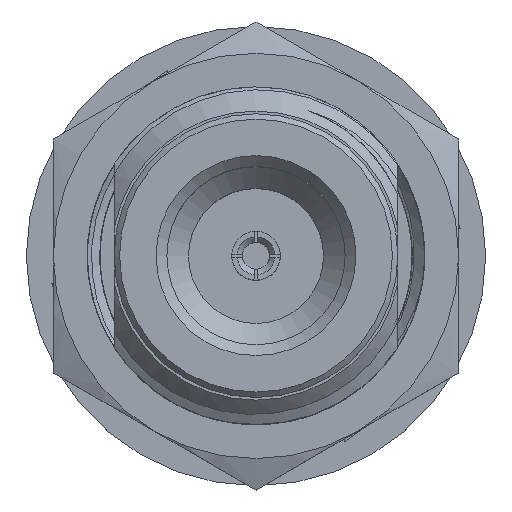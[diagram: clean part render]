
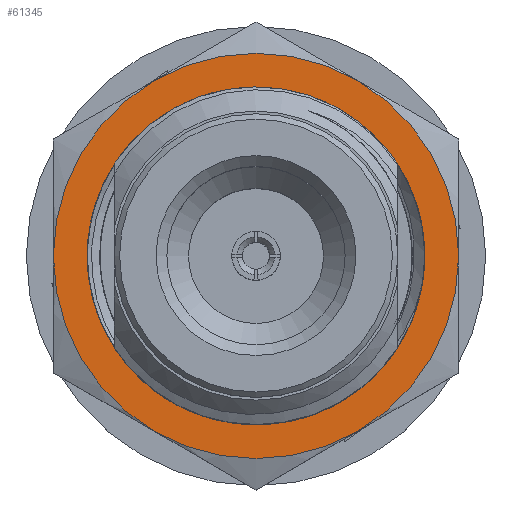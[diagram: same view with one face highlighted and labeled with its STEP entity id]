
A CAD part, top view. The second image highlights one B-rep face of the part: STEP entity #61345.
In plain terms, the highlighted planar face has unit normal (0, 0, 1).
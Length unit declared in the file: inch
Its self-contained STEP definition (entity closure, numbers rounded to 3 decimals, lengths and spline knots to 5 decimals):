
#389 = CARTESIAN_POINT ( 'NONE',  ( 0., 0., -0.39 ) ) ;
#1644 = CARTESIAN_POINT ( 'NONE',  ( 0., 0., -0.39 ) ) ;
#1872 = EDGE_CURVE ( 'NONE', #53265, #51482, #31538, .T. ) ;
#2765 = VERTEX_POINT ( 'NONE', #12804 ) ;
#3264 = CARTESIAN_POINT ( 'NONE',  ( 0., 0., -0.39 ) ) ;
#3394 = DIRECTION ( 'NONE',  ( 0.866, -0.5, 0. ) ) ;
#4700 = CARTESIAN_POINT ( 'NONE',  ( 0., 0., -0.39 ) ) ;
#5647 = ORIENTED_EDGE ( 'NONE', *, *, #12726, .T. ) ;
#6123 = AXIS2_PLACEMENT_3D ( 'NONE', #10056, #15475, #65695 ) ;
#6199 = CARTESIAN_POINT ( 'NONE',  ( 0., 0., -0.39 ) ) ;
#7867 = DIRECTION ( 'NONE',  ( 0.866, -0.5, 0. ) ) ;
#9908 = DIRECTION ( 'NONE',  ( 0., 0., 1. ) ) ;
#10056 = CARTESIAN_POINT ( 'NONE',  ( 0., 0., -0.39 ) ) ;
#12704 = DIRECTION ( 'NONE',  ( 0., 0., 1. ) ) ;
#12726 = EDGE_CURVE ( 'NONE', #60180, #72076, #54726, .T. ) ;
#12804 = CARTESIAN_POINT ( 'NONE',  ( 0.30456, -0.07001, -0.39 ) ) ;
#13696 = DIRECTION ( 'NONE',  ( 0.866, -0.5, 0. ) ) ;
#14096 = DIRECTION ( 'NONE',  ( 0., 0., 1. ) ) ;
#15467 = DIRECTION ( 'NONE',  ( 0., 0., 1. ) ) ;
#15475 = DIRECTION ( 'NONE',  ( 0., 0., 1. ) ) ;
#16042 = AXIS2_PLACEMENT_3D ( 'NONE', #389, #24276, #30494 ) ;
#16784 = ORIENTED_EDGE ( 'NONE', *, *, #48051, .T. ) ;
#18445 = CIRCLE ( 'NONE', #67662, 0.3125 ) ;
#18929 = DIRECTION ( 'NONE',  ( 0.866, -0.5, 0. ) ) ;
#19017 = ORIENTED_EDGE ( 'NONE', *, *, #59229, .F. ) ;
#19032 = EDGE_LOOP ( 'NONE', ( #16784, #5647, #66043, #23149, #73721, #19706 ) ) ;
#19050 = EDGE_CURVE ( 'NONE', #51482, #54361, #50691, .T. ) ;
#19668 = DIRECTION ( 'NONE',  ( 0., 0., 1. ) ) ;
#19706 = ORIENTED_EDGE ( 'NONE', *, *, #42500, .T. ) ;
#20636 = CARTESIAN_POINT ( 'NONE',  ( 0., 0., -0.39 ) ) ;
#22273 = CARTESIAN_POINT ( 'NONE',  ( 0.1875, -0.32476, -0.39 ) ) ;
#23149 = ORIENTED_EDGE ( 'NONE', *, *, #1872, .T. ) ;
#23816 = CIRCLE ( 'NONE', #64768, 0.375 ) ;
#24265 = EDGE_LOOP ( 'NONE', ( #19017, #40352 ) ) ;
#24276 = DIRECTION ( 'NONE',  ( 0., 0., 1. ) ) ;
#26344 = CARTESIAN_POINT ( 'NONE',  ( 0.16585, -0.26486, -0.39 ) ) ;
#27668 = CIRCLE ( 'NONE', #57026, 0.375 ) ;
#28717 = CARTESIAN_POINT ( 'NONE',  ( 0.1875, 0.32476, -0.39 ) ) ;
#30494 = DIRECTION ( 'NONE',  ( 0.866, -0.5, 0. ) ) ;
#31538 = CIRCLE ( 'NONE', #37673, 0.375 ) ;
#33087 = PLANE ( 'NONE',  #38453 ) ;
#37551 = EDGE_CURVE ( 'NONE', #72076, #53265, #23816, .T. ) ;
#37673 = AXIS2_PLACEMENT_3D ( 'NONE', #38411, #19668, #13696 ) ;
#37924 = VERTEX_POINT ( 'NONE', #26344 ) ;
#38411 = CARTESIAN_POINT ( 'NONE',  ( 0., 0., -0.39 ) ) ;
#38453 = AXIS2_PLACEMENT_3D ( 'NONE', #1644, #14096, #7867 ) ;
#40352 = ORIENTED_EDGE ( 'NONE', *, *, #71010, .F. ) ;
#41000 = DIRECTION ( 'NONE',  ( 0., 0., 1. ) ) ;
#41258 = CARTESIAN_POINT ( 'NONE',  ( 0., 0., -0.39 ) ) ;
#42500 = EDGE_CURVE ( 'NONE', #54361, #60340, #27668, .T. ) ;
#42922 = FACE_BOUND ( 'NONE', #24265, .T. ) ;
#47281 = AXIS2_PLACEMENT_3D ( 'NONE', #6199, #12704, #18929 ) ;
#48051 = EDGE_CURVE ( 'NONE', #60340, #60180, #76082, .T. ) ;
#50689 = CARTESIAN_POINT ( 'NONE',  ( -0.1875, -0.32476, -0.39 ) ) ;
#50691 = CIRCLE ( 'NONE', #16042, 0.375 ) ;
#51377 = AXIS2_PLACEMENT_3D ( 'NONE', #4700, #9908, #54130 ) ;
#51482 = VERTEX_POINT ( 'NONE', #57175 ) ;
#53265 = VERTEX_POINT ( 'NONE', #61814 ) ;
#54130 = DIRECTION ( 'NONE',  ( 0.866, -0.5, 0. ) ) ;
#54361 = VERTEX_POINT ( 'NONE', #50689 ) ;
#54726 = CIRCLE ( 'NONE', #51377, 0.375 ) ;
#57026 = AXIS2_PLACEMENT_3D ( 'NONE', #41258, #41000, #65961 ) ;
#57175 = CARTESIAN_POINT ( 'NONE',  ( -0.375, 0., -0.39 ) ) ;
#59229 = EDGE_CURVE ( 'NONE', #2765, #37924, #79771, .T. ) ;
#60180 = VERTEX_POINT ( 'NONE', #72228 ) ;
#60340 = VERTEX_POINT ( 'NONE', #22273 ) ;
#61345 = ADVANCED_FACE ( 'NONE', ( #42922, #62301 ), #33087, .T. ) ;
#61814 = CARTESIAN_POINT ( 'NONE',  ( -0.1875, 0.32476, -0.39 ) ) ;
#62301 = FACE_OUTER_BOUND ( 'NONE', #19032, .T. ) ;
#64075 = DIRECTION ( 'NONE',  ( 0., 0., 1. ) ) ;
#64768 = AXIS2_PLACEMENT_3D ( 'NONE', #20636, #64075, #3394 ) ;
#65695 = DIRECTION ( 'NONE',  ( 0.866, -0.5, 0. ) ) ;
#65961 = DIRECTION ( 'NONE',  ( 0.866, -0.5, 0. ) ) ;
#66043 = ORIENTED_EDGE ( 'NONE', *, *, #37551, .T. ) ;
#67662 = AXIS2_PLACEMENT_3D ( 'NONE', #3264, #15467, #70840 ) ;
#70840 = DIRECTION ( 'NONE',  ( 0.866, -0.5, 0. ) ) ;
#71010 = EDGE_CURVE ( 'NONE', #37924, #2765, #18445, .T. ) ;
#72076 = VERTEX_POINT ( 'NONE', #28717 ) ;
#72228 = CARTESIAN_POINT ( 'NONE',  ( 0.375, 0., -0.39 ) ) ;
#73721 = ORIENTED_EDGE ( 'NONE', *, *, #19050, .T. ) ;
#76082 = CIRCLE ( 'NONE', #6123, 0.375 ) ;
#79771 = CIRCLE ( 'NONE', #47281, 0.3125 ) ;
